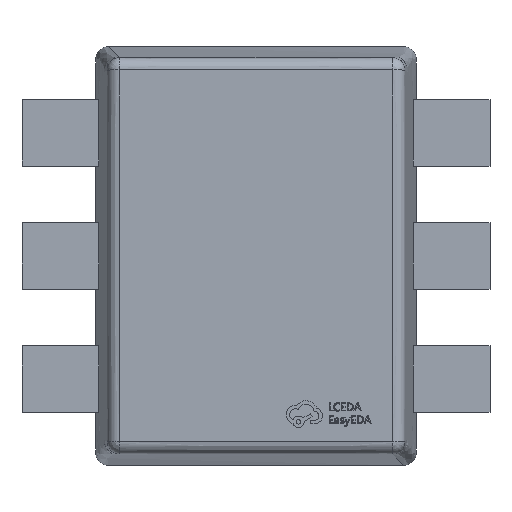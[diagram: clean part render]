
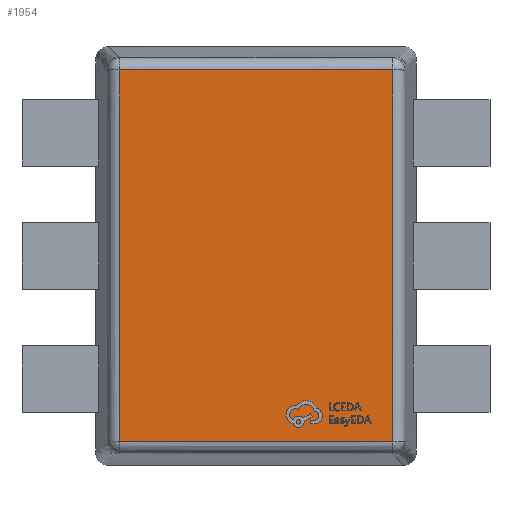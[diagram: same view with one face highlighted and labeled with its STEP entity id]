
A CAD part, top view. The second image highlights one B-rep face of the part: STEP entity #1954.
In plain terms, the highlighted planar face has unit normal (0, 0, 1).
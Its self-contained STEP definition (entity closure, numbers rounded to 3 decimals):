
#74 = CARTESIAN_POINT ( 'NONE',  ( 0.454, 0.754, 0.55 ) ) ;
#578 = ORIENTED_EDGE ( 'NONE', *, *, #5868, .T. ) ;
#582 = CARTESIAN_POINT ( 'NONE',  ( 0.554, 0.082, 0.55 ) ) ;
#636 = CARTESIAN_POINT ( 'NONE',  ( -0.554, 0.754, 0.55 ) ) ;
#737 = CARTESIAN_POINT ( 'NONE',  ( 0.554, -0.688, 0.55 ) ) ;
#874 = CARTESIAN_POINT ( 'NONE',  ( -0.554, 0.521, 0.55 ) ) ;
#938 = CARTESIAN_POINT ( 'NONE',  ( -0.554, 0.688, 0.55 ) ) ;
#941 = DIRECTION ( 'NONE',  ( 1., 0., 0. ) ) ;
#1159 = CARTESIAN_POINT ( 'NONE',  ( -0.454, -0.754, 0.55 ) ) ;
#1629 = CARTESIAN_POINT ( 'NONE',  ( 0.554, 0.418, 0.55 ) ) ;
#1674 = B_SPLINE_CURVE_WITH_KNOTS ( 'NONE', 3,
 ( #7278, #8355, #737, #6409, #8283, #14052, #3826, #582, #1629, #1690 ),
 .UNSPECIFIED., .F., .F.,
 ( 4, 3, 3, 4 ),
 ( 0., 0., 0.001, 0.002 ),
 .UNSPECIFIED. ) ;
#1690 = CARTESIAN_POINT ( 'NONE',  ( 0.554, 0.754, 0.55 ) ) ;
#1954 = ADVANCED_FACE ( 'NONE', ( #4847 ), #9309, .T. ) ;
#1964 = CARTESIAN_POINT ( 'NONE',  ( -0.554, 0.388, 0.55 ) ) ;
#2053 = CARTESIAN_POINT ( 'NONE',  ( 0.554, -0.754, 0.55 ) ) ;
#2113 = CARTESIAN_POINT ( 'NONE',  ( -0.554, -0.418, 0.55 ) ) ;
#2263 = CARTESIAN_POINT ( 'NONE',  ( -0.521, -0.754, 0.55 ) ) ;
#2332 = B_SPLINE_CURVE_WITH_KNOTS ( 'NONE', 3,
 ( #7122, #13528, #8192, #74, #3593, #9578, #11663, #6237, #10629, #636 ),
 .UNSPECIFIED., .F., .F.,
 ( 4, 3, 3, 4 ),
 ( 0., 0., 0.001, 0.001 ),
 .UNSPECIFIED. ) ;
#2347 = CARTESIAN_POINT ( 'NONE',  ( -0.554, -0.754, 0.55 ) ) ;
#2428 = EDGE_LOOP ( 'NONE', ( #10954, #578, #13289, #13111 ) ) ;
#2479 = CARTESIAN_POINT ( 'NONE',  ( -0.554, -0.754, 0.55 ) ) ;
#2779 = CARTESIAN_POINT ( 'NONE',  ( -0.188, -0.754, 0.55 ) ) ;
#3593 = CARTESIAN_POINT ( 'NONE',  ( 0.321, 0.754, 0.55 ) ) ;
#3802 = CARTESIAN_POINT ( 'NONE',  ( -0.054, -0.754, 0.55 ) ) ;
#3826 = CARTESIAN_POINT ( 'NONE',  ( 0.554, -0.254, 0.55 ) ) ;
#3936 = CARTESIAN_POINT ( 'NONE',  ( 0.351, -0.754, 0.55 ) ) ;
#3941 = VERTEX_POINT ( 'NONE', #2347 ) ;
#4314 = CARTESIAN_POINT ( 'NONE',  ( -0.554, 0.754, 0.55 ) ) ;
#4847 = FACE_OUTER_BOUND ( 'NONE', #2428, .T. ) ;
#4971 = CARTESIAN_POINT ( 'NONE',  ( 0.149, -0.754, 0.55 ) ) ;
#5351 = CARTESIAN_POINT ( 'NONE',  ( -0.554, 0.754, 0.55 ) ) ;
#5868 = EDGE_CURVE ( 'NONE', #3941, #6606, #8650, .T. ) ;
#6237 = CARTESIAN_POINT ( 'NONE',  ( -0.149, 0.754, 0.55 ) ) ;
#6409 = CARTESIAN_POINT ( 'NONE',  ( 0.554, -0.654, 0.55 ) ) ;
#6466 = CARTESIAN_POINT ( 'NONE',  ( -0.554, -0.082, 0.55 ) ) ;
#6493 = EDGE_CURVE ( 'NONE', #6606, #9070, #1674, .T. ) ;
#6606 = VERTEX_POINT ( 'NONE', #2053 ) ;
#6758 = CARTESIAN_POINT ( 'NONE',  ( -0.488, -0.754, 0.55 ) ) ;
#7122 = CARTESIAN_POINT ( 'NONE',  ( 0.554, 0.754, 0.55 ) ) ;
#7278 = CARTESIAN_POINT ( 'NONE',  ( 0.554, -0.754, 0.55 ) ) ;
#7280 = B_SPLINE_CURVE_WITH_KNOTS ( 'NONE', 3,
 ( #4314, #7545, #938, #8846, #874, #1964, #12166, #6466, #2113, #10994 ),
 .UNSPECIFIED., .F., .F.,
 ( 4, 3, 3, 4 ),
 ( 0., 0., 0.001, 0.002 ),
 .UNSPECIFIED. ) ;
#7481 = CARTESIAN_POINT ( 'NONE',  ( 0.55, -0.75, 0.55 ) ) ;
#7545 = CARTESIAN_POINT ( 'NONE',  ( -0.554, 0.721, 0.55 ) ) ;
#8189 = CARTESIAN_POINT ( 'NONE',  ( 0.554, -0.754, 0.55 ) ) ;
#8192 = CARTESIAN_POINT ( 'NONE',  ( 0.488, 0.754, 0.55 ) ) ;
#8283 = CARTESIAN_POINT ( 'NONE',  ( 0.554, -0.521, 0.55 ) ) ;
#8355 = CARTESIAN_POINT ( 'NONE',  ( 0.554, -0.721, 0.55 ) ) ;
#8625 = VERTEX_POINT ( 'NONE', #5351 ) ;
#8650 = B_SPLINE_CURVE_WITH_KNOTS ( 'NONE', 3,
 ( #2479, #2263, #6758, #1159, #10071, #2779, #3802, #4971, #3936, #8189 ),
 .UNSPECIFIED., .F., .F.,
 ( 4, 3, 3, 4 ),
 ( 0., 0., 0.001, 0.001 ),
 .UNSPECIFIED. ) ;
#8846 = CARTESIAN_POINT ( 'NONE',  ( -0.554, 0.654, 0.55 ) ) ;
#9070 = VERTEX_POINT ( 'NONE', #13296 ) ;
#9309 = PLANE ( 'NONE',  #13442 ) ;
#9578 = CARTESIAN_POINT ( 'NONE',  ( 0.188, 0.754, 0.55 ) ) ;
#10071 = CARTESIAN_POINT ( 'NONE',  ( -0.321, -0.754, 0.55 ) ) ;
#10629 = CARTESIAN_POINT ( 'NONE',  ( -0.351, 0.754, 0.55 ) ) ;
#10716 = DIRECTION ( 'NONE',  ( 0., 0., 1. ) ) ;
#10954 = ORIENTED_EDGE ( 'NONE', *, *, #12425, .T. ) ;
#10994 = CARTESIAN_POINT ( 'NONE',  ( -0.554, -0.754, 0.55 ) ) ;
#11663 = CARTESIAN_POINT ( 'NONE',  ( 0.054, 0.754, 0.55 ) ) ;
#12166 = CARTESIAN_POINT ( 'NONE',  ( -0.554, 0.254, 0.55 ) ) ;
#12425 = EDGE_CURVE ( 'NONE', #8625, #3941, #7280, .T. ) ;
#13111 = ORIENTED_EDGE ( 'NONE', *, *, #13458, .T. ) ;
#13289 = ORIENTED_EDGE ( 'NONE', *, *, #6493, .T. ) ;
#13296 = CARTESIAN_POINT ( 'NONE',  ( 0.554, 0.754, 0.55 ) ) ;
#13442 = AXIS2_PLACEMENT_3D ( 'NONE', #7481, #10716, #941 ) ;
#13458 = EDGE_CURVE ( 'NONE', #9070, #8625, #2332, .T. ) ;
#13528 = CARTESIAN_POINT ( 'NONE',  ( 0.521, 0.754, 0.55 ) ) ;
#14052 = CARTESIAN_POINT ( 'NONE',  ( 0.554, -0.388, 0.55 ) ) ;
